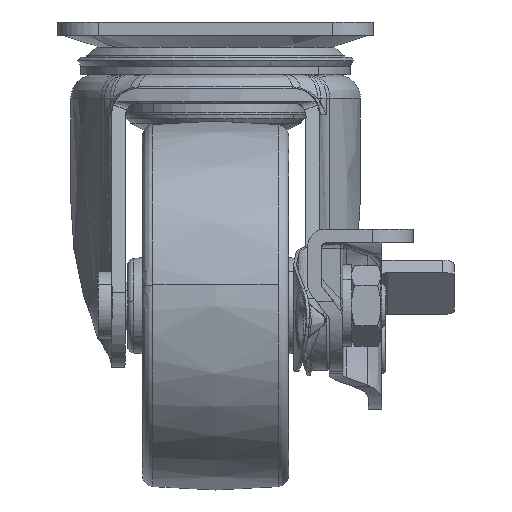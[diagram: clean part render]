
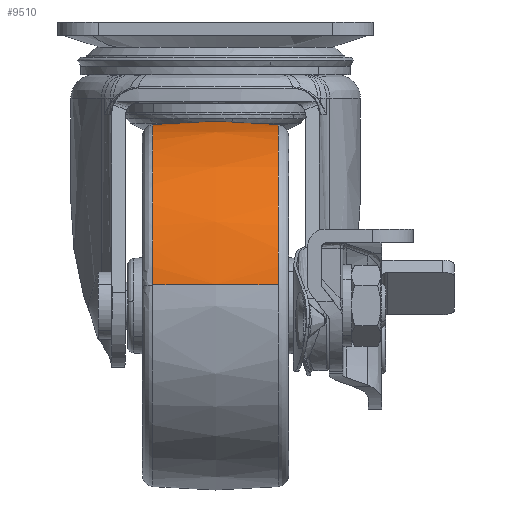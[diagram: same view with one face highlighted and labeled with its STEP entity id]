
A CAD part, left-side view. The second image highlights one B-rep face of the part: STEP entity #9510.
In plain terms, the highlighted free-form (B-spline) face has degree [2, 2] with [5, 5] control points.
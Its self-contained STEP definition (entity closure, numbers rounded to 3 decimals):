
#8461=CARTESIAN_POINT('',(-25.0,-10.714,-17.576));
#8462=VERTEX_POINT('',#8461);
#8480=CARTESIAN_POINT('',(-55.718,-10.714,-44.929));
#8481=VERTEX_POINT('',#8480);
#8482=CARTESIAN_POINT('',(-25.0,-10.714,-17.576));
#8483=CARTESIAN_POINT('',(-26.523,-10.714,-17.575));
#8484=CARTESIAN_POINT('',(-29.687,-10.714,-17.81));
#8485=CARTESIAN_POINT('',(-34.612,-10.714,-18.949));
#8486=CARTESIAN_POINT('',(-39.439,-10.714,-20.978));
#8487=CARTESIAN_POINT('',(-43.593,-10.714,-23.648));
#8488=CARTESIAN_POINT('',(-46.642,-10.714,-26.316));
#8489=CARTESIAN_POINT('',(-49.365,-10.714,-29.31));
#8490=CARTESIAN_POINT('',(-51.58,-10.714,-32.496));
#8491=CARTESIAN_POINT('',(-53.645,-10.714,-36.581));
#8492=CARTESIAN_POINT('',(-55.012,-10.714,-40.587));
#8493=CARTESIAN_POINT('',(-55.562,-10.714,-43.591));
#8494=CARTESIAN_POINT('',(-55.718,-10.714,-44.929));
#8495=B_SPLINE_CURVE_WITH_KNOTS('',3,(#8482,#8483,#8484,#8485,#8486,#8487,#8488,#8489,#8490,#8491,#8492,#8493,#8494),.UNSPECIFIED.,.F.,.U.,(4,1,1,1,1,1,1,1,1,1,4),(0.,4.57,9.492,15.116,20.214,24.256,27.244,32.342,35.857,40.955,44.997),.UNSPECIFIED.);
#8496=EDGE_CURVE('',#8462,#8481,#8495,.T.);
#8562=CARTESIAN_POINT('',(-25.0,10.714,-17.576));
#8563=VERTEX_POINT('',#8562);
#8646=CARTESIAN_POINT('',(-55.718,10.714,-44.929));
#8647=VERTEX_POINT('',#8646);
#8653=CARTESIAN_POINT('',(-25.0,10.714,-17.576));
#8654=CARTESIAN_POINT('',(-26.055,10.714,-17.576));
#8655=CARTESIAN_POINT('',(-28.691,10.714,-17.71));
#8656=CARTESIAN_POINT('',(-32.334,10.714,-18.37));
#8657=CARTESIAN_POINT('',(-36.473,10.714,-19.681));
#8658=CARTESIAN_POINT('',(-40.833,10.714,-21.737));
#8659=CARTESIAN_POINT('',(-44.995,10.714,-24.723));
#8660=CARTESIAN_POINT('',(-48.186,10.714,-27.926));
#8661=CARTESIAN_POINT('',(-50.827,10.714,-31.299));
#8662=CARTESIAN_POINT('',(-52.733,10.714,-34.612));
#8663=CARTESIAN_POINT('',(-54.68,10.714,-39.329));
#8664=CARTESIAN_POINT('',(-55.441,10.714,-42.543));
#8665=CARTESIAN_POINT('',(-55.718,10.714,-44.929));
#8666=B_SPLINE_CURVE_WITH_KNOTS('',3,(#8653,#8654,#8655,#8656,#8657,#8658,#8659,#8660,#8661,#8662,#8663,#8664,#8665),.UNSPECIFIED.,.F.,.U.,(4,1,1,1,1,1,1,1,1,1,4),(0.,3.164,7.91,11.074,16.171,22.323,26.366,29.705,35.154,37.791,44.997),.UNSPECIFIED.);
#8667=EDGE_CURVE('',#8563,#8647,#8666,.T.);
#9445=CARTESIAN_POINT('',(-55.718,-10.714,-44.929));
#9446=CARTESIAN_POINT('',(-56.027,-7.824,-44.893));
#9447=CARTESIAN_POINT('',(-56.48,-0.675,-44.841));
#9448=CARTESIAN_POINT('',(-56.17,6.49,-44.877));
#9449=CARTESIAN_POINT('',(-55.718,10.714,-44.929));
#9450=B_SPLINE_CURVE_WITH_KNOTS('',3,(#9445,#9446,#9447,#9448,#9449),.UNSPECIFIED.,.F.,.U.,(4,1,4),(0.,8.722,21.47),.UNSPECIFIED.);
#9451=EDGE_CURVE('',#8481,#8647,#9450,.T.);
#9457=CARTESIAN_POINT('',(-25.0,-10.714,-17.576));
#9458=CARTESIAN_POINT('',(-25.,-7.49,-17.228));
#9459=CARTESIAN_POINT('',(-25.,-0.337,-16.808));
#9460=CARTESIAN_POINT('',(-25.,6.823,-17.156));
#9461=CARTESIAN_POINT('',(-25.0,10.714,-17.576));
#9462=B_SPLINE_CURVE_WITH_KNOTS('',3,(#9457,#9458,#9459,#9460,#9461),.UNSPECIFIED.,.F.,.U.,(4,1,4),(0.,9.728,21.47),.UNSPECIFIED.);
#9463=EDGE_CURVE('',#8462,#8563,#9462,.T.);
#9471=CARTESIAN_POINT('',(-24.8,-11.791,-17.697));
#9472=CARTESIAN_POINT('',(-24.796,-5.916,-17.));
#9473=CARTESIAN_POINT('',(-24.796,0.,-17.));
#9474=CARTESIAN_POINT('',(-24.796,5.916,-17.));
#9475=CARTESIAN_POINT('',(-24.8,11.791,-17.697));
#9476=CARTESIAN_POINT('',(-24.9,-11.791,-17.697));
#9477=CARTESIAN_POINT('',(-24.898,-5.916,-17.));
#9478=CARTESIAN_POINT('',(-24.898,0.,-17.));
#9479=CARTESIAN_POINT('',(-24.898,5.916,-17.));
#9480=CARTESIAN_POINT('',(-24.9,11.791,-17.697));
#9481=CARTESIAN_POINT('',(-52.429,-11.791,-17.697));
#9482=CARTESIAN_POINT('',(-53.05,-5.916,-17.));
#9483=CARTESIAN_POINT('',(-53.05,0.,-17.));
#9484=CARTESIAN_POINT('',(-53.05,5.916,-17.));
#9485=CARTESIAN_POINT('',(-52.429,11.791,-17.697));
#9486=CARTESIAN_POINT('',(-55.609,-11.791,-45.047));
#9487=CARTESIAN_POINT('',(-56.302,-5.916,-44.969));
#9488=CARTESIAN_POINT('',(-56.302,0.,-44.969));
#9489=CARTESIAN_POINT('',(-56.302,5.916,-44.969));
#9490=CARTESIAN_POINT('',(-55.609,11.791,-45.047));
#9491=CARTESIAN_POINT('',(-55.621,-11.791,-45.151));
#9492=CARTESIAN_POINT('',(-56.314,-5.916,-45.075));
#9493=CARTESIAN_POINT('',(-56.314,0.,-45.075));
#9494=CARTESIAN_POINT('',(-56.314,5.916,-45.075));
#9495=CARTESIAN_POINT('',(-55.621,11.791,-45.151));
#9503=(BOUNDED_SURFACE()B_SPLINE_SURFACE(2,2,((#9471,#9476,#9481,#9486,#9491),(#9472,#9477,#9482,#9487,#9492),(#9473,#9478,#9483,#9488,#9493),(#9474,#9479,#9484,#9489,#9494),(#9475,#9480,#9485,#9490,#9495)),.UNSPECIFIED.,.F.,.F.,.U.)B_SPLINE_SURFACE_WITH_KNOTS((3,2,3),(3,1,1,3),(0.0,11.935,23.87),(0.0,0.24,48.203,48.443),.UNSPECIFIED.)GEOMETRIC_REPRESENTATION_ITEM()RATIONAL_B_SPLINE_SURFACE(((0.982,0.981,0.715,0.938,0.939),(0.991,0.989,0.722,0.946,0.948),(1.003,1.001,0.731,0.958,0.959),(0.991,0.989,0.722,0.946,0.948),(0.982,0.981,0.715,0.938,0.939)))REPRESENTATION_ITEM('')SURFACE());
#9504=ORIENTED_EDGE('',*,*,#8496,.F.);
#9505=ORIENTED_EDGE('',*,*,#9463,.T.);
#9506=ORIENTED_EDGE('',*,*,#8667,.T.);
#9507=ORIENTED_EDGE('',*,*,#9451,.F.);
#9508=EDGE_LOOP('',(#9504,#9505,#9506,#9507));
#9509=FACE_OUTER_BOUND('',#9508,.T.);
#9510=ADVANCED_FACE('',(#9509),#9503,.T.);
